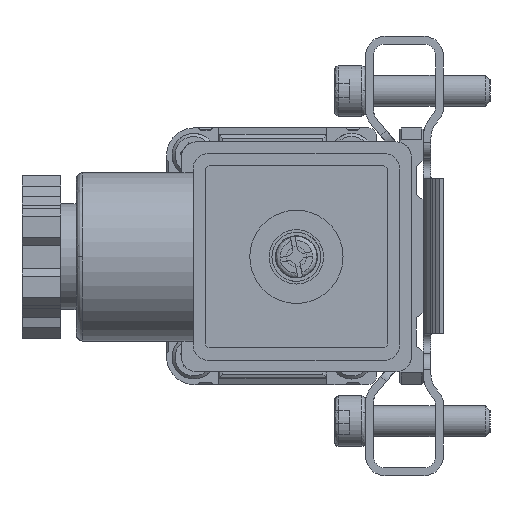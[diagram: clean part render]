
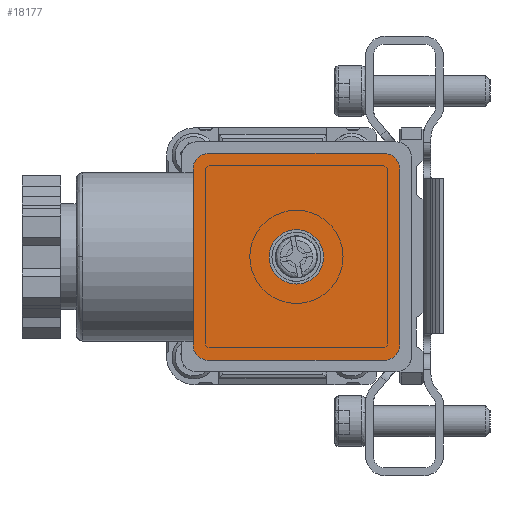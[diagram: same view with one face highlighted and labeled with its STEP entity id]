
A CAD part, left-side view. The second image highlights one B-rep face of the part: STEP entity #18177.
In plain terms, the highlighted planar face has unit normal (-1, 0, 0).
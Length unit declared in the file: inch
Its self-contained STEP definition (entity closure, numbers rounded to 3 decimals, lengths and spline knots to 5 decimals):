
#604 = VERTEX_POINT ( 'NONE', #24044 ) ;
#730 = EDGE_CURVE ( 'NONE', #26614, #27369, #29469, .T. ) ;
#876 = VERTEX_POINT ( 'NONE', #27900 ) ;
#1861 = VERTEX_POINT ( 'NONE', #15797 ) ;
#1900 = DIRECTION ( 'NONE',  ( 1., 0., 0. ) ) ;
#1954 = AXIS2_PLACEMENT_3D ( 'NONE', #2746, #12384, #7237 ) ;
#2178 = DIRECTION ( 'NONE',  ( -1., 0., 0. ) ) ;
#2440 = FACE_OUTER_BOUND ( 'NONE', #24228, .T. ) ;
#2746 = CARTESIAN_POINT ( 'NONE',  ( -1.07087, 1.16535, 0.12282 ) ) ;
#2969 = VECTOR ( 'NONE', #12202, 39.37008 ) ;
#3224 = CIRCLE ( 'NONE', #9148, 0.1378 ) ;
#3305 = EDGE_LOOP ( 'NONE', ( #10258 ) ) ;
#4529 = CARTESIAN_POINT ( 'NONE',  ( -1.07087, 1.08661, 0.20156 ) ) ;
#5203 = VERTEX_POINT ( 'NONE', #25263 ) ;
#5808 = LINE ( 'NONE', #24775, #18024 ) ;
#6019 = ORIENTED_EDGE ( 'NONE', *, *, #20260, .F. ) ;
#6767 = CARTESIAN_POINT ( 'NONE',  ( -1.07087, 1.16535, 1.09133 ) ) ;
#6795 = VERTEX_POINT ( 'NONE', #16752 ) ;
#6973 = CARTESIAN_POINT ( 'NONE',  ( -1.07087, 1.08661, 1.17007 ) ) ;
#7237 = DIRECTION ( 'NONE',  ( 0., 0., 1. ) ) ;
#7397 = PLANE ( 'NONE',  #1954 ) ;
#7970 = EDGE_CURVE ( 'NONE', #14107, #604, #23820, .T. ) ;
#8064 = ORIENTED_EDGE ( 'NONE', *, *, #29082, .F. ) ;
#9077 = AXIS2_PLACEMENT_3D ( 'NONE', #10287, #15099, #19777 ) ;
#9148 = AXIS2_PLACEMENT_3D ( 'NONE', #23473, #2178, #11660 ) ;
#9874 = EDGE_CURVE ( 'NONE', #27369, #19313, #24241, .T. ) ;
#10183 = ORIENTED_EDGE ( 'NONE', *, *, #7970, .F. ) ;
#10258 = ORIENTED_EDGE ( 'NONE', *, *, #25782, .F. ) ;
#10287 = CARTESIAN_POINT ( 'NONE',  ( -1.07087, 0.19685, 0.20156 ) ) ;
#10842 = AXIS2_PLACEMENT_3D ( 'NONE', #11863, #14191, #19006 ) ;
#10912 = DIRECTION ( 'NONE',  ( 0., -1., 0. ) ) ;
#10959 = CARTESIAN_POINT ( 'NONE',  ( -1.07087, 1.16535, 0.12282 ) ) ;
#11660 = DIRECTION ( 'NONE',  ( 0., 0., -1. ) ) ;
#11821 = VECTOR ( 'NONE', #11997, 39.37008 ) ;
#11863 = CARTESIAN_POINT ( 'NONE',  ( -1.07087, 1.08661, 1.09133 ) ) ;
#11953 = EDGE_CURVE ( 'NONE', #876, #1861, #24032, .T. ) ;
#11997 = DIRECTION ( 'NONE',  ( 0., 1., 0. ) ) ;
#12112 = ORIENTED_EDGE ( 'NONE', *, *, #23885, .F. ) ;
#12202 = DIRECTION ( 'NONE',  ( 0., -1., 0. ) ) ;
#12384 = DIRECTION ( 'NONE',  ( 1., 0., 0. ) ) ;
#12510 = CARTESIAN_POINT ( 'NONE',  ( -1.07087, 1.16535, 0.20156 ) ) ;
#12805 = DIRECTION ( 'NONE',  ( 0., 0., -1. ) ) ;
#14107 = VERTEX_POINT ( 'NONE', #29597 ) ;
#14191 = DIRECTION ( 'NONE',  ( 1., 0., 0. ) ) ;
#15043 = CARTESIAN_POINT ( 'NONE',  ( -1.07087, 0.19685, 1.09133 ) ) ;
#15099 = DIRECTION ( 'NONE',  ( 1., 0., 0. ) ) ;
#15797 = CARTESIAN_POINT ( 'NONE',  ( -1.07087, 0.11811, 1.09133 ) ) ;
#16708 = CARTESIAN_POINT ( 'NONE',  ( -1.07087, 1.16535, 1.17007 ) ) ;
#16752 = CARTESIAN_POINT ( 'NONE',  ( -1.07087, 0.64173, 0.50865 ) ) ;
#17361 = ORIENTED_EDGE ( 'NONE', *, *, #730, .F. ) ;
#17509 = CARTESIAN_POINT ( 'NONE',  ( -1.07087, 1.16535, 0.12282 ) ) ;
#18024 = VECTOR ( 'NONE', #12805, 39.37008 ) ;
#18177 = ADVANCED_FACE ( 'NONE', ( #2440, #21866 ), #7397, .F. ) ;
#18762 = AXIS2_PLACEMENT_3D ( 'NONE', #4529, #1900, #10912 ) ;
#18973 = VECTOR ( 'NONE', #26987, 39.37008 ) ;
#19006 = DIRECTION ( 'NONE',  ( 0., -1., 0. ) ) ;
#19313 = VERTEX_POINT ( 'NONE', #6973 ) ;
#19777 = DIRECTION ( 'NONE',  ( 0., -1., 0. ) ) ;
#19881 = ORIENTED_EDGE ( 'NONE', *, *, #24240, .F. ) ;
#20260 = EDGE_CURVE ( 'NONE', #19313, #876, #24322, .T. ) ;
#21512 = CIRCLE ( 'NONE', #9077, 0.07874 ) ;
#21866 = FACE_BOUND ( 'NONE', #3305, .T. ) ;
#22346 = DIRECTION ( 'NONE',  ( 0., -1., 0. ) ) ;
#23473 = CARTESIAN_POINT ( 'NONE',  ( -1.07087, 0.64173, 0.64645 ) ) ;
#23820 = LINE ( 'NONE', #10959, #11821 ) ;
#23885 = EDGE_CURVE ( 'NONE', #1861, #5203, #5808, .T. ) ;
#24032 = CIRCLE ( 'NONE', #25516, 0.07874 ) ;
#24044 = CARTESIAN_POINT ( 'NONE',  ( -1.07087, 1.08661, 0.12282 ) ) ;
#24101 = ORIENTED_EDGE ( 'NONE', *, *, #11953, .F. ) ;
#24228 = EDGE_LOOP ( 'NONE', ( #10183, #19881, #12112, #24101, #6019, #25126, #17361, #8064 ) ) ;
#24240 = EDGE_CURVE ( 'NONE', #5203, #14107, #21512, .T. ) ;
#24241 = CIRCLE ( 'NONE', #10842, 0.07874 ) ;
#24322 = LINE ( 'NONE', #16708, #2969 ) ;
#24528 = DIRECTION ( 'NONE',  ( 1., 0., 0. ) ) ;
#24775 = CARTESIAN_POINT ( 'NONE',  ( -1.07087, 0.11811, 0.12282 ) ) ;
#25126 = ORIENTED_EDGE ( 'NONE', *, *, #9874, .F. ) ;
#25263 = CARTESIAN_POINT ( 'NONE',  ( -1.07087, 0.11811, 0.20156 ) ) ;
#25516 = AXIS2_PLACEMENT_3D ( 'NONE', #15043, #24528, #22346 ) ;
#25782 = EDGE_CURVE ( 'NONE', #6795, #6795, #3224, .T. ) ;
#26614 = VERTEX_POINT ( 'NONE', #12510 ) ;
#26705 = CIRCLE ( 'NONE', #18762, 0.07874 ) ;
#26987 = DIRECTION ( 'NONE',  ( 0., 0., 1. ) ) ;
#27369 = VERTEX_POINT ( 'NONE', #6767 ) ;
#27900 = CARTESIAN_POINT ( 'NONE',  ( -1.07087, 0.19685, 1.17007 ) ) ;
#29082 = EDGE_CURVE ( 'NONE', #604, #26614, #26705, .T. ) ;
#29469 = LINE ( 'NONE', #17509, #18973 ) ;
#29597 = CARTESIAN_POINT ( 'NONE',  ( -1.07087, 0.19685, 0.12282 ) ) ;
